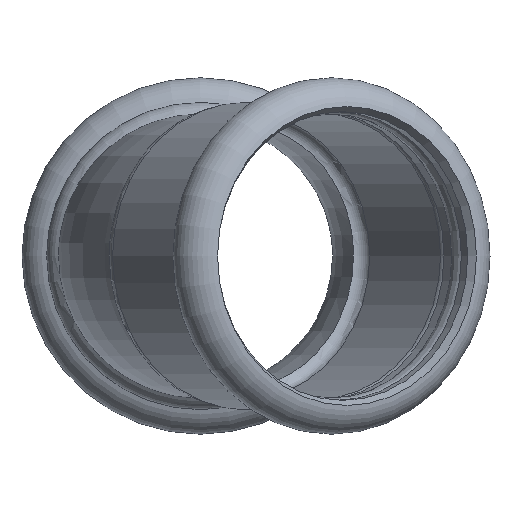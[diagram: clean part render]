
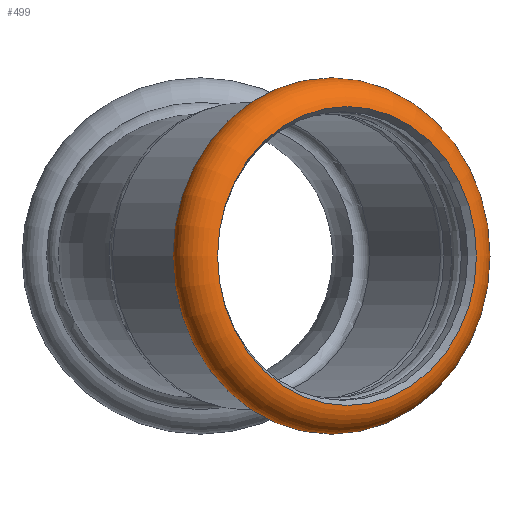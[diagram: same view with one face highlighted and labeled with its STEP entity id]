
A CAD part, left-side view. The second image highlights one B-rep face of the part: STEP entity #499.
In plain terms, the highlighted toroidal (fillet/blend) face has major radius 21.763 mm and minor radius 4.587 mm.
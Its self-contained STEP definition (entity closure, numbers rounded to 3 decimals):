
#57=FACE_OUTER_BOUND('',#79,.T.);
#79=EDGE_LOOP('',(#315,#316,#317,#318,#319,#320,#321,#322));
#101=CIRCLE('',#542,22.1);
#102=CIRCLE('',#543,4.587);
#103=CIRCLE('',#544,22.7);
#104=CIRCLE('',#545,22.7);
#105=CIRCLE('',#546,22.7);
#106=CIRCLE('',#547,22.1);
#107=CIRCLE('',#548,22.1);
#165=VERTEX_POINT('',#813);
#166=VERTEX_POINT('',#814);
#167=VERTEX_POINT('',#816);
#168=VERTEX_POINT('',#818);
#169=VERTEX_POINT('',#820);
#170=VERTEX_POINT('',#823);
#229=EDGE_CURVE('',#165,#166,#101,.T.);
#230=EDGE_CURVE('',#166,#167,#102,.T.);
#231=EDGE_CURVE('',#168,#167,#103,.T.);
#232=EDGE_CURVE('',#169,#168,#104,.T.);
#233=EDGE_CURVE('',#167,#169,#105,.T.);
#234=EDGE_CURVE('',#166,#170,#106,.T.);
#235=EDGE_CURVE('',#170,#165,#107,.T.);
#315=ORIENTED_EDGE('',*,*,#229,.T.);
#316=ORIENTED_EDGE('',*,*,#230,.T.);
#317=ORIENTED_EDGE('',*,*,#231,.F.);
#318=ORIENTED_EDGE('',*,*,#232,.F.);
#319=ORIENTED_EDGE('',*,*,#233,.F.);
#320=ORIENTED_EDGE('',*,*,#230,.F.);
#321=ORIENTED_EDGE('',*,*,#234,.T.);
#322=ORIENTED_EDGE('',*,*,#235,.T.);
#487=TOROIDAL_SURFACE('',#541,21.763,4.587);
#499=ADVANCED_FACE('',(#57),#487,.T.);
#541=AXIS2_PLACEMENT_3D('',#812,#629,#630);
#542=AXIS2_PLACEMENT_3D('',#815,#631,#632);
#543=AXIS2_PLACEMENT_3D('',#817,#633,#634);
#544=AXIS2_PLACEMENT_3D('',#819,#635,#636);
#545=AXIS2_PLACEMENT_3D('',#821,#637,#638);
#546=AXIS2_PLACEMENT_3D('',#822,#639,#640);
#547=AXIS2_PLACEMENT_3D('',#824,#641,#642);
#548=AXIS2_PLACEMENT_3D('',#825,#643,#644);
#629=DIRECTION('center_axis',(-0.866,-0.5,0.));
#630=DIRECTION('ref_axis',(0.,0.,-1.));
#631=DIRECTION('center_axis',(0.866,0.5,0.));
#632=DIRECTION('ref_axis',(-0.5,0.866,0.));
#633=DIRECTION('center_axis',(-0.5,0.866,0.));
#634=DIRECTION('ref_axis',(0.,0.,1.));
#635=DIRECTION('center_axis',(0.866,0.5,0.));
#636=DIRECTION('ref_axis',(-0.5,0.866,0.));
#637=DIRECTION('center_axis',(0.866,0.5,0.));
#638=DIRECTION('ref_axis',(-0.5,0.866,0.));
#639=DIRECTION('center_axis',(0.866,0.5,0.));
#640=DIRECTION('ref_axis',(-0.5,0.866,0.));
#641=DIRECTION('center_axis',(0.866,0.5,0.));
#642=DIRECTION('ref_axis',(-0.5,0.866,0.));
#643=DIRECTION('center_axis',(0.866,0.5,0.));
#644=DIRECTION('ref_axis',(-0.5,0.866,0.));
#812=CARTESIAN_POINT('Origin',(-77.021,-19.412,0.));
#813=CARTESIAN_POINT('',(-92.033,-2.56,0.));
#814=CARTESIAN_POINT('',(-80.983,-21.699,22.1));
#815=CARTESIAN_POINT('Origin',(-80.983,-21.699,0.));
#816=CARTESIAN_POINT('',(-73.133,-17.167,22.7));
#817=CARTESIAN_POINT('Origin',(-77.021,-19.412,21.763));
#818=CARTESIAN_POINT('',(-84.483,2.492,0.));
#819=CARTESIAN_POINT('Origin',(-73.133,-17.167,0.));
#820=CARTESIAN_POINT('',(-61.783,-36.826,0.));
#821=CARTESIAN_POINT('Origin',(-73.133,-17.167,0.));
#822=CARTESIAN_POINT('Origin',(-73.133,-17.167,0.));
#823=CARTESIAN_POINT('',(-69.933,-40.838,0.));
#824=CARTESIAN_POINT('Origin',(-80.983,-21.699,0.));
#825=CARTESIAN_POINT('Origin',(-80.983,-21.699,0.));
